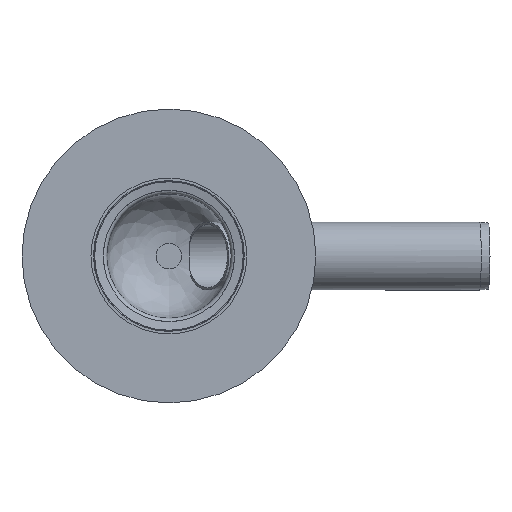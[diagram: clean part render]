
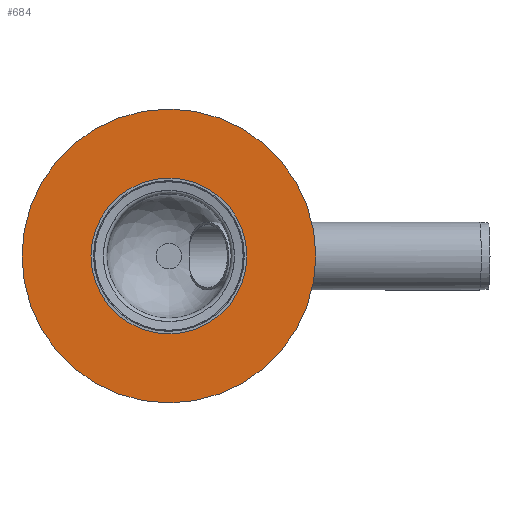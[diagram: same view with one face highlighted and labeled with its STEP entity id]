
A CAD part, top view. The second image highlights one B-rep face of the part: STEP entity #684.
In plain terms, the highlighted planar face has unit normal (0, 0, 1).
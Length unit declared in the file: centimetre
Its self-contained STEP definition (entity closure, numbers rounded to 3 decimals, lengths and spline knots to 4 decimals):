
#127=FACE_BOUND('',#225,.T.);
#170=FACE_OUTER_BOUND('',#224,.T.);
#224=EDGE_LOOP('',(#612));
#225=EDGE_LOOP('',(#613));
#296=VERTEX_POINT('',#1653);
#298=VERTEX_POINT('',#1660);
#401=EDGE_CURVE('',#296,#296,#771,.T.);
#404=EDGE_CURVE('',#298,#298,#773,.T.);
#612=ORIENTED_EDGE('',*,*,#401,.F.);
#613=ORIENTED_EDGE('',*,*,#404,.T.);
#641=PLANE('',#895);
#684=ADVANCED_FACE('',(#170,#127),#641,.T.);
#771=CIRCLE('',#890,115.);
#773=CIRCLE('',#894,61.);
#890=AXIS2_PLACEMENT_3D('',#1655,#1141,#1142);
#894=AXIS2_PLACEMENT_3D('',#1662,#1150,#1151);
#895=AXIS2_PLACEMENT_3D('',#1663,#1152,#1153);
#1141=DIRECTION('center_axis',(0.,0.,-1.));
#1142=DIRECTION('ref_axis',(-1.,0.,0.));
#1150=DIRECTION('center_axis',(0.,0.,-1.));
#1151=DIRECTION('ref_axis',(-1.,0.,0.));
#1152=DIRECTION('center_axis',(0.,0.,1.));
#1153=DIRECTION('ref_axis',(0.,-1.,0.));
#1653=CARTESIAN_POINT('',(115.,0.,0.));
#1655=CARTESIAN_POINT('Origin',(0.,0.,0.));
#1660=CARTESIAN_POINT('',(61.,0.,0.));
#1662=CARTESIAN_POINT('Origin',(0.,0.,0.));
#1663=CARTESIAN_POINT('Origin',(-88.,0.,0.));
